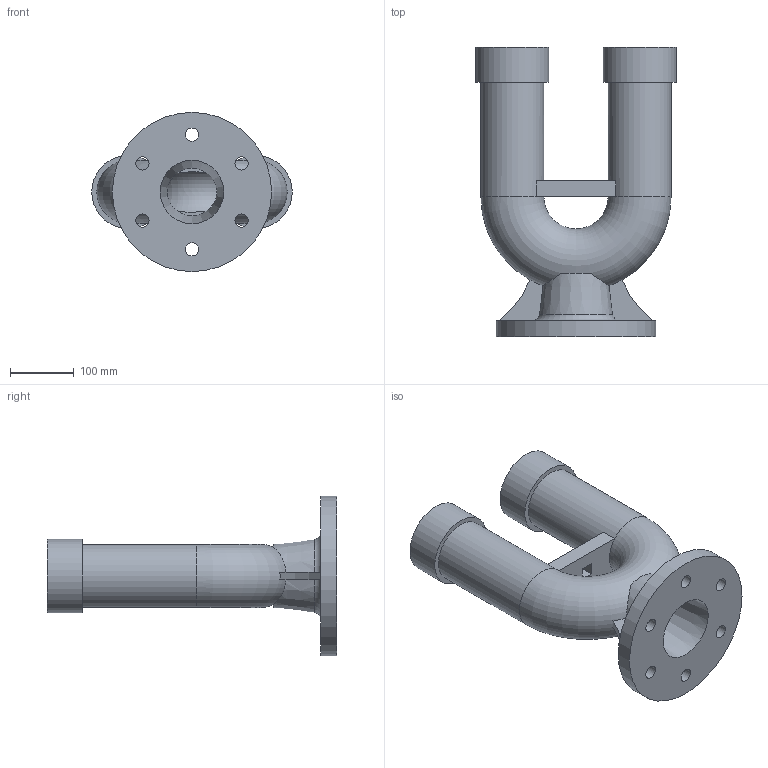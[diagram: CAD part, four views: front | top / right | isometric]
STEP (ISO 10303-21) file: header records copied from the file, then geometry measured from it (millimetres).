
FILE_DESCRIPTION(/* description */ (''),/* implementation_level */ '2;1');
FILE_NAME(/* name */ 'rams 1 v1.step',/* time_stamp */ '2022-07-14T23:06:54+05:30',/* author */ (''),/* organization */ (''),/* preprocessor_version */ 'ST-DEVELOPER v19',/* originating_system */ 'Autodesk Translation Framework v11.7.0.108',/* authorisation */ '');
FILE_SCHEMA (('AUTOMOTIVE_DESIGN { 1 0 10303 214 3 1 1 }'));
Length unit declared in the file: millimetre
Products named in the file (1): rams 1
Bounding box: 315 x 455 x 250 mm (x, y, z)
Volume: 4146206.9 mm3; surface area: 616764.5 mm2
Topology: 1 solids, 1 shells, 48 faces, 128 edges, 84 vertices
Faces by surface type: plane 22, cylinder 17, torus 4, cone 3, bspline 2
Full cylindrical faces by diameter (mm): 21 x6, 75 x2, 84.93 x2, 99 x2, 115 x2, 250 x1
Entity records: 1806 total; most frequent: CARTESIAN_POINT 516, DIRECTION 268, ORIENTED_EDGE 256, EDGE_CURVE 128, AXIS2_PLACEMENT_3D 113, VERTEX_POINT 84, EDGE_LOOP 70, CIRCLE 66
